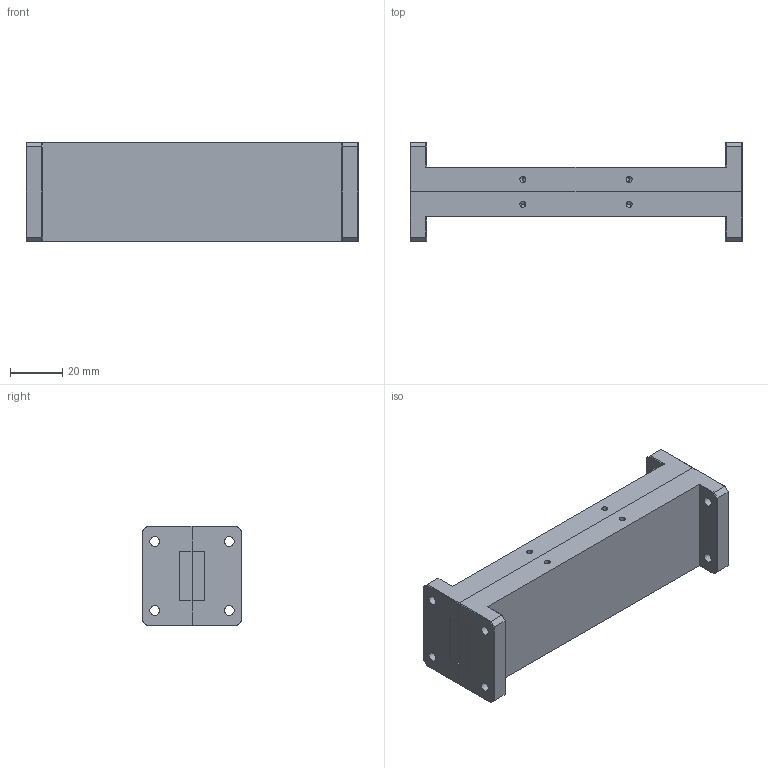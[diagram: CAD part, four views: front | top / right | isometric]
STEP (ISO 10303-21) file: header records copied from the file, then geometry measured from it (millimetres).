
FILE_DESCRIPTION (( 'STEP AP203' ), '1' );
FILE_NAME ('SWF-15316320-75-L1-AG.STEP', '2019-04-12T23:31:53', ( '' ), ( '' ), 'SwSTEP 2.0', 'SolidWorks 2016', '' );
FILE_SCHEMA (( 'CONFIG_CONTROL_DESIGN' ));
Length unit declared in the file: millimetre
Products named in the file (1): SWF-15316320-75-L1-AG
Bounding box: 127 x 38.1 x 38.1 mm (x, y, z)
Volume: 99634.6 mm3; surface area: 37798.8 mm2
Topology: 26 solids, 26 shells, 1046 faces, 2216 edges, 1256 vertices
Faces by surface type: cone 392, plane 358, cylinder 296
Entity records: 27923 total; most frequent: CARTESIAN_POINT 5471, DIRECTION 4966, ORIENTED_EDGE 4272, EDGE_CURVE 2136, AXIS2_PLACEMENT_3D 1951, VERTEX_POINT 1256, EDGE_LOOP 1224, VECTOR 1064
